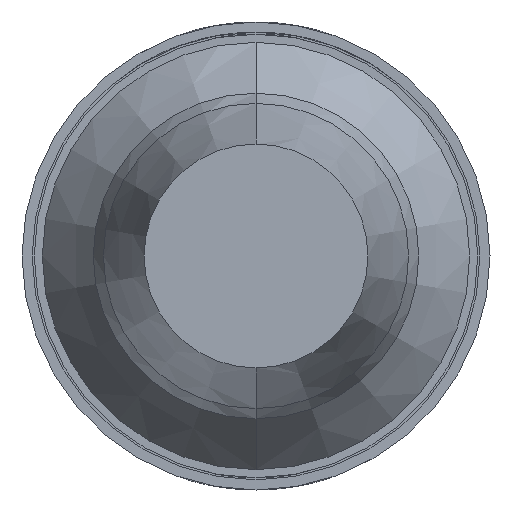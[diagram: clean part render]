
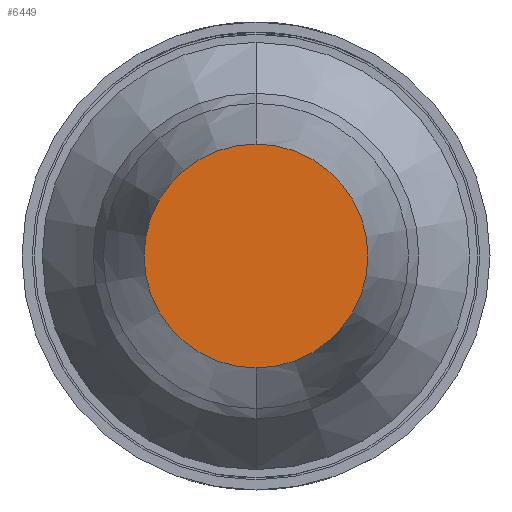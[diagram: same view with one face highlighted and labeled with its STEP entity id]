
A CAD part, front view. The second image highlights one B-rep face of the part: STEP entity #6449.
In plain terms, the highlighted planar face has unit normal (0, -1, 0).
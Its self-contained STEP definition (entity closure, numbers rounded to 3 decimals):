
#846 = EDGE_LOOP ( 'NONE', ( #5033, #6142 ) ) ;
#1563 = CARTESIAN_POINT ( 'NONE',  ( 0., -36.5, 0. ) ) ;
#1957 = EDGE_CURVE ( 'Defeature ausgef�hrt1_5+Defeature ausgef�hrt1_4+Defeature ausgef�hrt1_4+Defeature ausgef�hrt1_4', #6677, #2995, #6764, .T. ) ;
#2747 = DIRECTION ( 'NONE',  ( 0., 1., 0. ) ) ;
#2995 = VERTEX_POINT ( 'NONE', #5854 ) ;
#3000 = CARTESIAN_POINT ( 'NONE',  ( 0., -36.5, 0. ) ) ;
#3079 = DIRECTION ( 'NONE',  ( 0., 1., 0. ) ) ;
#3365 = DIRECTION ( 'NONE',  ( 0., 0., 1. ) ) ;
#3694 = DIRECTION ( 'NONE',  ( 0., 1., 0. ) ) ;
#4183 = AXIS2_PLACEMENT_3D ( 'NONE', #1563, #2747, #3365 ) ;
#4292 = FACE_OUTER_BOUND ( 'NONE', #846, .T. ) ;
#4902 = DIRECTION ( 'NONE',  ( 0., 0., 1. ) ) ;
#5033 = ORIENTED_EDGE ( 'NONE', *, *, #6660, .F. ) ;
#5788 = AXIS2_PLACEMENT_3D ( 'NONE', #7331, #3694, #4902 ) ;
#5854 = CARTESIAN_POINT ( 'NONE',  ( 0., -36.5, 0.55 ) ) ;
#6142 = ORIENTED_EDGE ( 'NONE', *, *, #1957, .F. ) ;
#6333 = CIRCLE ( 'NONE', #5788, 0.55 ) ;
#6449 = ADVANCED_FACE ( 'Defeature ausgef�hrt1_4', ( #4292 ), #6835, .F. ) ;
#6608 = AXIS2_PLACEMENT_3D ( 'NONE', #3000, #3079, #7301 ) ;
#6660 = EDGE_CURVE ( 'Defeature ausgef�hrt1_5+Defeature ausgef�hrt1_4+Defeature ausgef�hrt1_4+Defeature ausgef�hrt1_4', #2995, #6677, #6333, .T. ) ;
#6677 = VERTEX_POINT ( 'NONE', #7228 ) ;
#6764 = CIRCLE ( 'NONE', #6608, 0.55 ) ;
#6835 = PLANE ( 'NONE',  #4183 ) ;
#7228 = CARTESIAN_POINT ( 'NONE',  ( 0., -36.5, -0.55 ) ) ;
#7301 = DIRECTION ( 'NONE',  ( 0., 0., 1. ) ) ;
#7331 = CARTESIAN_POINT ( 'NONE',  ( 0., -36.5, 0. ) ) ;
